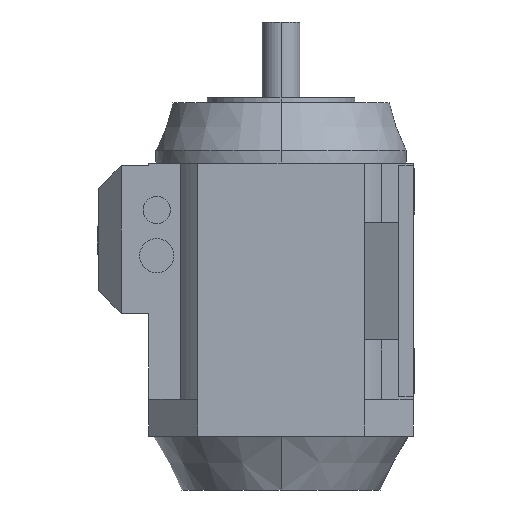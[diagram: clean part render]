
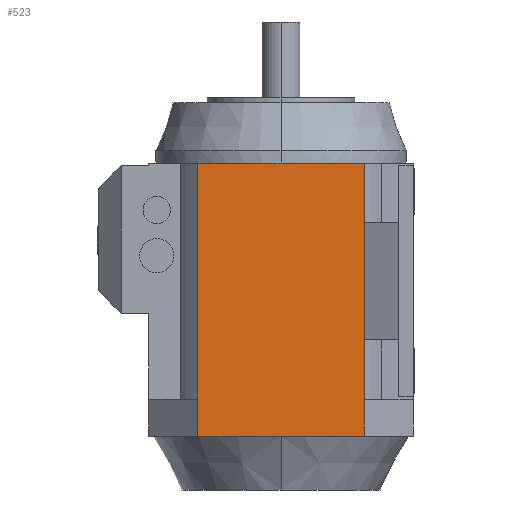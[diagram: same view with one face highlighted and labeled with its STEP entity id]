
A CAD part, left-side view. The second image highlights one B-rep face of the part: STEP entity #523.
In plain terms, the highlighted planar face has unit normal (-1, 0, 0).
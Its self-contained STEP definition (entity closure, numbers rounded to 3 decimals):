
#221=PLANE('',#4198);
#523=ADVANCED_FACE('',(#739),#221,.T.);
#739=FACE_OUTER_BOUND('',#989,.T.);
#989=EDGE_LOOP('',(#2154,#2155,#2156,#2157,#2158,#2159));
#2154=ORIENTED_EDGE('',*,*,#2629,.T.);
#2155=ORIENTED_EDGE('',*,*,#2837,.F.);
#2156=ORIENTED_EDGE('',*,*,#3056,.F.);
#2157=ORIENTED_EDGE('',*,*,#3057,.T.);
#2158=ORIENTED_EDGE('',*,*,#3053,.T.);
#2159=ORIENTED_EDGE('',*,*,#2815,.T.);
#2252=VERTEX_POINT('',#5469);
#2253=VERTEX_POINT('',#5471);
#2368=VERTEX_POINT('',#5843);
#2379=VERTEX_POINT('',#5886);
#2518=VERTEX_POINT('',#6530);
#2519=VERTEX_POINT('',#6534);
#2629=EDGE_CURVE('',#2253,#2252,#3101,.T.);
#2815=EDGE_CURVE('',#2368,#2253,#3255,.T.);
#2837=EDGE_CURVE('',#2379,#2252,#3276,.T.);
#3053=EDGE_CURVE('',#2518,#2368,#3469,.T.);
#3056=EDGE_CURVE('',#2519,#2379,#3472,.T.);
#3057=EDGE_CURVE('',#2519,#2518,#3473,.T.);
#3101=LINE('',#5470,#3517);
#3255=LINE('',#5844,#3671);
#3276=LINE('',#5887,#3692);
#3469=LINE('',#6529,#3885);
#3472=LINE('',#6535,#3888);
#3473=LINE('',#6537,#3889);
#3517=VECTOR('',#4459,1.);
#3671=VECTOR('',#4821,1.);
#3692=VECTOR('',#4864,1.);
#3885=VECTOR('',#5223,1.);
#3888=VECTOR('',#5228,1.);
#3889=VECTOR('',#5231,1.);
#4198=AXIS2_PLACEMENT_3D('',#6538,#5232,#5233);
#4459=DIRECTION('',(0.,1.,0.));
#4821=DIRECTION('',(0.,0.,1.));
#4864=DIRECTION('',(0.,0.,1.));
#5223=DIRECTION('',(0.,0.,1.));
#5228=DIRECTION('',(0.,0.,1.));
#5231=DIRECTION('',(0.,-1.,0.));
#5232=DIRECTION('',(-1.,0.,0.));
#5233=DIRECTION('',(0.,0.,1.));
#5469=CARTESIAN_POINT('',(-98.5,62.013,203.5));
#5470=CARTESIAN_POINT('',(-98.5,-62.013,203.5));
#5471=CARTESIAN_POINT('',(-98.5,-62.013,203.5));
#5843=CARTESIAN_POINT('',(-98.5,-62.013,27.5));
#5844=CARTESIAN_POINT('',(-98.5,-62.013,27.5));
#5886=CARTESIAN_POINT('',(-98.5,62.013,27.5));
#5887=CARTESIAN_POINT('',(-98.5,62.013,27.5));
#6529=CARTESIAN_POINT('',(-98.5,-62.013,0.));
#6530=CARTESIAN_POINT('',(-98.5,-62.013,0.));
#6534=CARTESIAN_POINT('',(-98.5,62.013,0.));
#6535=CARTESIAN_POINT('',(-98.5,62.013,0.));
#6537=CARTESIAN_POINT('',(-98.5,62.013,0.));
#6538=CARTESIAN_POINT('',(-98.5,0.,0.));
